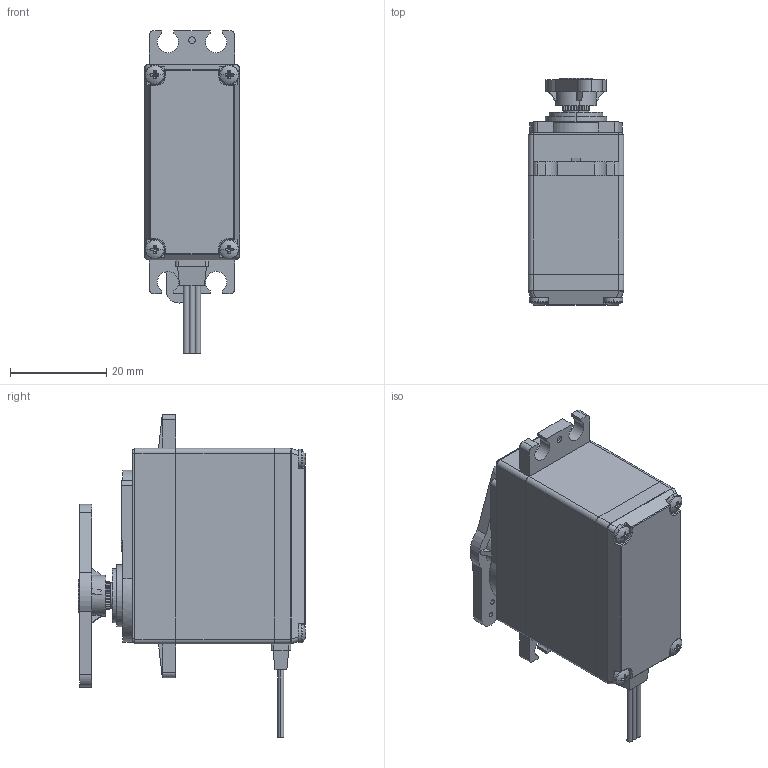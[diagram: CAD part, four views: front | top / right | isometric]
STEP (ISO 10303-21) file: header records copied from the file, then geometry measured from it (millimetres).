
FILE_DESCRIPTION (( 'STEP AP214' ), '1' );
FILE_NAME ('TOWER PRO MG-995, ANALOG SERVO.STEP', '2019-05-10T09:27:59', ( '' ), ( '' ), 'SwSTEP 2.0', 'SolidWorks 2018', '' );
FILE_SCHEMA (( 'AUTOMOTIVE_DESIGN' ));
Length unit declared in the file: millimetre
Products named in the file (18): pan cross head_am; TOWER PRO MG-995, ANALOG SERVO, BODY, BOTTOM; TOWER PRO MG-995, ANALOG SERVO, BODY, MIDDLE; TOWER PRO MG-995, ANALOG SERVO, HORN; TOWER PRO MG-995, ANALOG SERVO, BODY, TOP; TOWER PRO MG-995, ANALOG SERVO; TOWER PRO MG-995, ANALOG SERVO, CONNECTOR; pan cross head_am_B18.6.7M - M2 x 0.4 x 3 Type I Cross Recessed PHMS --3N; TOWER PRO MG-995, ANALOG SERVO, SHAFT
Assembly tree (10 placements, depth 2):
  pan cross head_am
  TOWER PRO MG-995, ANALOG SERVO, BODY, BOTTOM
  pan cross head_am
  TOWER PRO MG-995, ANALOG SERVO
    TOWER PRO MG-995, ANALOG SERVO, BODY, TOP
    TOWER PRO MG-995, ANALOG SERVO, BODY, MIDDLE
    TOWER PRO MG-995, ANALOG SERVO, BODY, BOTTOM
    TOWER PRO MG-995, ANALOG SERVO, CONNECTOR
    TOWER PRO MG-995, ANALOG SERVO, SHAFT
    TOWER PRO MG-995, ANALOG SERVO, HORN
    pan cross head_am_B18.6.7M - M2 x 0.4 x 3 Type I Cross Recessed PHMS --3N  x4
  pan cross head_am
Bounding box: 19.8 x 47.23 x 67 mm (x, y, z)
Volume: 16959.8 mm3; surface area: 13120.1 mm2
Topology: 12 solids, 12 shells, 625 faces, 1621 edges, 1038 vertices
Faces by surface type: plane 347, cylinder 192, cone 54, bspline 12, torus 12, sphere 8
Entity records: 18231 total; most frequent: CARTESIAN_POINT 3607, ORIENTED_EDGE 2942, DIRECTION 2909, EDGE_CURVE 1471, AXIS2_PLACEMENT_3D 1034, VERTEX_POINT 948, LINE 841, VECTOR 841
